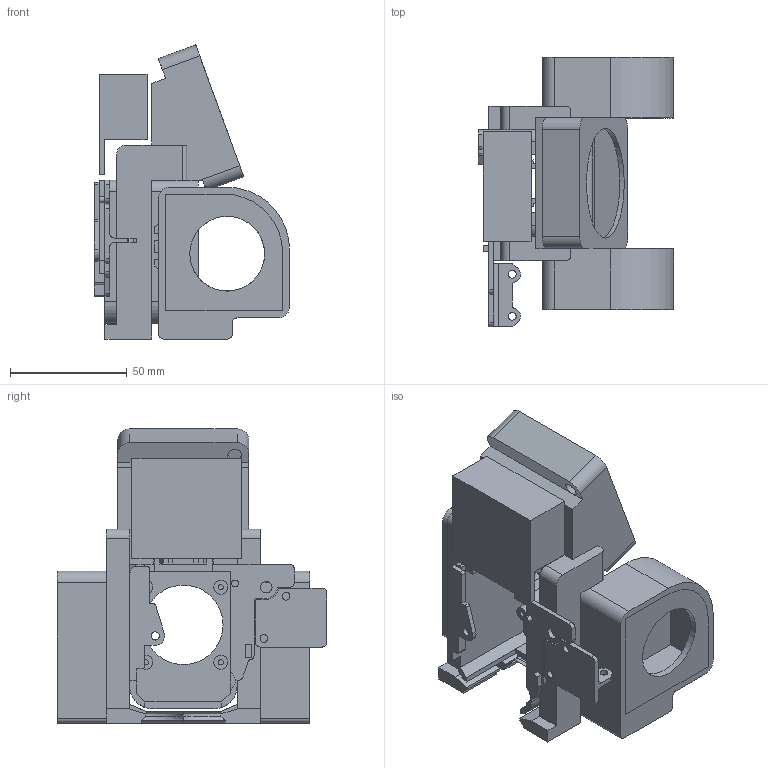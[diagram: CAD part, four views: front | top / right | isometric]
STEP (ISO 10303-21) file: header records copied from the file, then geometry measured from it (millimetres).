
FILE_DESCRIPTION(/* description */ (''),/* implementation_level */ '2;1');
FILE_NAME(/* name */ 'Base V1.step',/* time_stamp */ '2025-12-30T12:43:39Z',/* author */ (''),/* organization */ (''),/* preprocessor_version */ 'ST-DEVELOPER v20.1',/* originating_system */ 'Autodesk Translation Framework v14.21.0.0',/* authorisation */ '');
FILE_SCHEMA (('AUTOMOTIVE_DESIGN { 1 0 10303 214 3 1 1 }'));
Length unit declared in the file: millimetre
Products named in the file (1): Base V1
Bounding box: 83.5 x 115.4 x 125.8 mm (x, y, z)
Volume: 167700.8 mm3; surface area: 116044.7 mm2
Topology: 8 solids, 8 shells, 456 faces, 1246 edges, 813 vertices
Faces by surface type: plane 319, cylinder 123, bspline 10, sphere 4
Full cylindrical faces by diameter (mm): 2.2 x4, 3.3 x4, 3.5 x1, 5 x1, 6 x5, 32 x4, 34 x1, 47 x1
Entity records: 14750 total; most frequent: CARTESIAN_POINT 2934, ORIENTED_EDGE 2492, DIRECTION 2382, EDGE_CURVE 1246, LINE 964, VECTOR 964, VERTEX_POINT 813, AXIS2_PLACEMENT_3D 709
